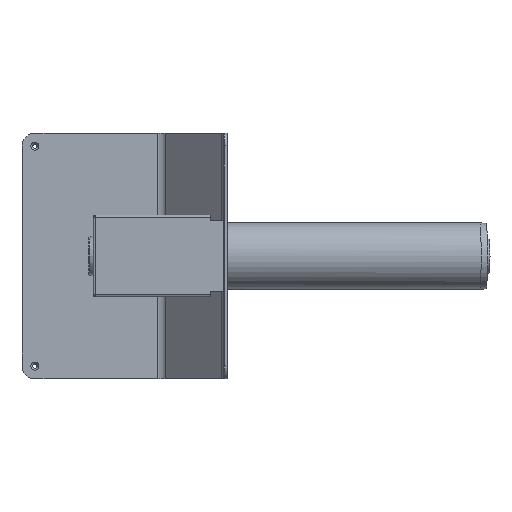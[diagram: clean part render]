
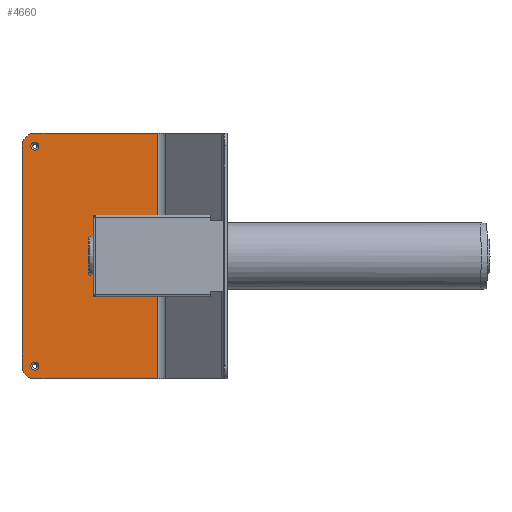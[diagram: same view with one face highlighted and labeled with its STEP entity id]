
A CAD part, top view. The second image highlights one B-rep face of the part: STEP entity #4660.
In plain terms, the highlighted planar face has unit normal (0, 0, 1).
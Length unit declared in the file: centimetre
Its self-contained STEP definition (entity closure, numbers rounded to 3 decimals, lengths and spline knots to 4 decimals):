
#73=FACE_BOUND('',#767,.T.);
#74=FACE_BOUND('',#768,.T.);
#75=FACE_BOUND('',#769,.T.);
#76=FACE_BOUND('',#770,.T.);
#188=CIRCLE('',#4943,2.);
#190=CIRCLE('',#4947,2.);
#192=CIRCLE('',#4951,2.);
#195=CIRCLE('',#4955,3.);
#196=CIRCLE('',#4958,2.);
#198=CIRCLE('',#4962,2.);
#200=CIRCLE('',#4966,2.);
#203=CIRCLE('',#4970,3.);
#222=CIRCLE('',#5004,6.2);
#225=CIRCLE('',#5008,20.);
#226=CIRCLE('',#5009,20.);
#227=CIRCLE('',#5010,6.2);
#487=FACE_OUTER_BOUND('',#766,.T.);
#766=EDGE_LOOP('',(#3381,#3382,#3383,#3384,#3385,#3386,#3387,#3388,#3389,
#3390,#3391,#3392,#3393,#3394,#3395,#3396,#3397,#3398,#3399,#3400));
#767=EDGE_LOOP('',(#3401));
#768=EDGE_LOOP('',(#3402));
#769=EDGE_LOOP('',(#3403));
#770=EDGE_LOOP('',(#3404));
#1036=LINE('',#6928,#1493);
#1052=LINE('',#6976,#1509);
#1064=LINE('',#7009,#1521);
#1066=LINE('',#7015,#1523);
#1072=LINE('',#7033,#1529);
#1076=LINE('',#7045,#1533);
#1082=LINE('',#7063,#1539);
#1084=LINE('',#7072,#1541);
#1088=LINE('',#7084,#1545);
#1111=LINE('',#7169,#1568);
#1114=LINE('',#7181,#1571);
#1115=LINE('',#7185,#1572);
#1493=VECTOR('',#5464,1.);
#1509=VECTOR('',#5506,1.);
#1521=VECTOR('',#5536,1.);
#1523=VECTOR('',#5542,1.);
#1529=VECTOR('',#5558,1.);
#1533=VECTOR('',#5570,1.);
#1539=VECTOR('',#5590,1.);
#1541=VECTOR('',#5600,1.);
#1545=VECTOR('',#5612,1.);
#1568=VECTOR('',#5711,1.);
#1571=VECTOR('',#5724,1.);
#1572=VECTOR('',#5727,1.);
#1963=VERTEX_POINT('',#6925);
#1964=VERTEX_POINT('',#6927);
#1982=VERTEX_POINT('',#6972);
#1983=VERTEX_POINT('',#6974);
#1995=VERTEX_POINT('',#7007);
#1997=VERTEX_POINT('',#7014);
#2000=VERTEX_POINT('',#7023);
#2001=VERTEX_POINT('',#7024);
#2004=VERTEX_POINT('',#7032);
#2006=VERTEX_POINT('',#7038);
#2008=VERTEX_POINT('',#7044);
#2011=VERTEX_POINT('',#7055);
#2013=VERTEX_POINT('',#7061);
#2014=VERTEX_POINT('',#7065);
#2016=VERTEX_POINT('',#7071);
#2018=VERTEX_POINT('',#7077);
#2020=VERTEX_POINT('',#7083);
#2023=VERTEX_POINT('',#7094);
#2044=VERTEX_POINT('',#7168);
#2045=VERTEX_POINT('',#7172);
#2048=VERTEX_POINT('',#7180);
#2049=VERTEX_POINT('',#7182);
#2050=VERTEX_POINT('',#7184);
#2051=VERTEX_POINT('',#7187);
#2415=EDGE_CURVE('',#1963,#1964,#1036,.T.);
#2438=EDGE_CURVE('',#1983,#1982,#1052,.T.);
#2454=EDGE_CURVE('',#1963,#1995,#1064,.T.);
#2457=EDGE_CURVE('',#1982,#1997,#1066,.T.);
#2462=EDGE_CURVE('',#2000,#2001,#188,.T.);
#2466=EDGE_CURVE('',#2004,#2000,#1072,.T.);
#2469=EDGE_CURVE('',#2006,#2004,#190,.T.);
#2472=EDGE_CURVE('',#2008,#2006,#1076,.T.);
#2475=EDGE_CURVE('',#1995,#2008,#192,.T.);
#2479=EDGE_CURVE('',#2011,#2011,#195,.T.);
#2482=EDGE_CURVE('',#2013,#2001,#1082,.T.);
#2483=EDGE_CURVE('',#2014,#2013,#196,.T.);
#2486=EDGE_CURVE('',#2016,#2014,#1084,.T.);
#2489=EDGE_CURVE('',#2018,#2016,#198,.T.);
#2492=EDGE_CURVE('',#2020,#2018,#1088,.T.);
#2495=EDGE_CURVE('',#1997,#2020,#200,.T.);
#2499=EDGE_CURVE('',#2023,#2023,#203,.T.);
#2537=EDGE_CURVE('',#1964,#2044,#1111,.T.);
#2539=EDGE_CURVE('',#2045,#2045,#222,.T.);
#2543=EDGE_CURVE('',#2048,#1983,#1114,.T.);
#2544=EDGE_CURVE('',#2049,#2048,#225,.T.);
#2545=EDGE_CURVE('',#2049,#2050,#1115,.T.);
#2546=EDGE_CURVE('',#2044,#2050,#226,.T.);
#2547=EDGE_CURVE('',#2051,#2051,#227,.T.);
#3381=ORIENTED_EDGE('',*,*,#2543,.F.);
#3382=ORIENTED_EDGE('',*,*,#2544,.F.);
#3383=ORIENTED_EDGE('',*,*,#2545,.T.);
#3384=ORIENTED_EDGE('',*,*,#2546,.F.);
#3385=ORIENTED_EDGE('',*,*,#2537,.F.);
#3386=ORIENTED_EDGE('',*,*,#2415,.F.);
#3387=ORIENTED_EDGE('',*,*,#2454,.T.);
#3388=ORIENTED_EDGE('',*,*,#2475,.T.);
#3389=ORIENTED_EDGE('',*,*,#2472,.T.);
#3390=ORIENTED_EDGE('',*,*,#2469,.T.);
#3391=ORIENTED_EDGE('',*,*,#2466,.T.);
#3392=ORIENTED_EDGE('',*,*,#2462,.T.);
#3393=ORIENTED_EDGE('',*,*,#2482,.F.);
#3394=ORIENTED_EDGE('',*,*,#2483,.F.);
#3395=ORIENTED_EDGE('',*,*,#2486,.F.);
#3396=ORIENTED_EDGE('',*,*,#2489,.F.);
#3397=ORIENTED_EDGE('',*,*,#2492,.F.);
#3398=ORIENTED_EDGE('',*,*,#2495,.F.);
#3399=ORIENTED_EDGE('',*,*,#2457,.F.);
#3400=ORIENTED_EDGE('',*,*,#2438,.F.);
#3401=ORIENTED_EDGE('',*,*,#2479,.T.);
#3402=ORIENTED_EDGE('',*,*,#2499,.F.);
#3403=ORIENTED_EDGE('',*,*,#2547,.F.);
#3404=ORIENTED_EDGE('',*,*,#2539,.F.);
#4469=PLANE('',#5007);
#4660=ADVANCED_FACE('',(#487,#73,#74,#75,#76),#4469,.F.);
#4943=AXIS2_PLACEMENT_3D('',#7025,#5550,#5551);
#4947=AXIS2_PLACEMENT_3D('',#7039,#5563,#5564);
#4951=AXIS2_PLACEMENT_3D('',#7050,#5575,#5576);
#4955=AXIS2_PLACEMENT_3D('',#7057,#5584,#5585);
#4958=AXIS2_PLACEMENT_3D('',#7066,#5593,#5594);
#4962=AXIS2_PLACEMENT_3D('',#7078,#5605,#5606);
#4966=AXIS2_PLACEMENT_3D('',#7089,#5617,#5618);
#4970=AXIS2_PLACEMENT_3D('',#7096,#5626,#5627);
#5004=AXIS2_PLACEMENT_3D('',#7173,#5715,#5716);
#5007=AXIS2_PLACEMENT_3D('',#7179,#5722,#5723);
#5008=AXIS2_PLACEMENT_3D('',#7183,#5725,#5726);
#5009=AXIS2_PLACEMENT_3D('',#7186,#5728,#5729);
#5010=AXIS2_PLACEMENT_3D('',#7188,#5730,#5731);
#5464=DIRECTION('',(0.,-1.,0.));
#5506=DIRECTION('',(0.,-1.,0.));
#5536=DIRECTION('',(-1.,0.,0.));
#5542=DIRECTION('',(-1.,0.,0.));
#5550=DIRECTION('center_axis',(0.,0.,-1.));
#5551=DIRECTION('ref_axis',(-1.,0.,0.));
#5558=DIRECTION('',(-1.,0.,0.));
#5563=DIRECTION('center_axis',(0.,0.,1.));
#5564=DIRECTION('ref_axis',(0.,1.,0.));
#5570=DIRECTION('',(0.,1.,0.));
#5575=DIRECTION('center_axis',(0.,0.,-1.));
#5576=DIRECTION('ref_axis',(-1.,0.,0.));
#5584=DIRECTION('center_axis',(0.,0.,-1.));
#5585=DIRECTION('ref_axis',(1.,0.,0.));
#5590=DIRECTION('',(0.,-1.,0.));
#5593=DIRECTION('center_axis',(0.,0.,1.));
#5594=DIRECTION('ref_axis',(-1.,0.,0.));
#5600=DIRECTION('',(-1.,0.,0.));
#5605=DIRECTION('center_axis',(0.,0.,-1.));
#5606=DIRECTION('ref_axis',(0.,-1.,0.));
#5612=DIRECTION('',(0.,-1.,0.));
#5617=DIRECTION('center_axis',(0.,0.,1.));
#5618=DIRECTION('ref_axis',(-1.,0.,0.));
#5626=DIRECTION('center_axis',(0.,0.,1.));
#5627=DIRECTION('ref_axis',(1.,0.,0.));
#5711=DIRECTION('',(-1.,0.,0.));
#5715=DIRECTION('center_axis',(0.,0.,1.));
#5716=DIRECTION('ref_axis',(0.,1.,0.));
#5722=DIRECTION('center_axis',(0.,0.,-1.));
#5723=DIRECTION('ref_axis',(1.,0.,0.));
#5724=DIRECTION('',(1.,0.,0.));
#5725=DIRECTION('center_axis',(0.,0.,-1.));
#5726=DIRECTION('ref_axis',(-0.707,0.707,0.));
#5727=DIRECTION('',(0.,-1.,0.));
#5728=DIRECTION('center_axis',(0.,0.,-1.));
#5729=DIRECTION('ref_axis',(-0.707,-0.707,0.));
#5730=DIRECTION('center_axis',(0.,0.,1.));
#5731=DIRECTION('ref_axis',(0.,1.,0.));
#6925=CARTESIAN_POINT('',(181.9584,-55.,50.));
#6927=CARTESIAN_POINT('',(181.9584,-190.,50.));
#6928=CARTESIAN_POINT('',(181.9584,142.5,50.));
#6972=CARTESIAN_POINT('',(181.9584,55.,50.));
#6974=CARTESIAN_POINT('',(181.9584,190.,50.));
#6976=CARTESIAN_POINT('',(181.9584,142.5,50.));
#7007=CARTESIAN_POINT('',(99.,-55.,50.));
#7009=CARTESIAN_POINT('',(157.75,-55.,50.));
#7014=CARTESIAN_POINT('',(99.,55.,50.));
#7015=CARTESIAN_POINT('',(157.75,55.,50.));
#7023=CARTESIAN_POINT('',(87.,-38.,50.));
#7024=CARTESIAN_POINT('',(85.,-36.,50.));
#7025=CARTESIAN_POINT('Origin',(87.,-36.,50.));
#7032=CARTESIAN_POINT('',(95.,-38.,50.));
#7033=CARTESIAN_POINT('',(119.75,-38.,50.));
#7038=CARTESIAN_POINT('',(97.,-40.,50.));
#7039=CARTESIAN_POINT('Origin',(95.,-40.,50.));
#7044=CARTESIAN_POINT('',(97.,-53.,50.));
#7045=CARTESIAN_POINT('',(97.,8.5,50.));
#7050=CARTESIAN_POINT('Origin',(99.,-53.,50.));
#7055=CARTESIAN_POINT('',(88.,-45.,50.));
#7057=CARTESIAN_POINT('Origin',(91.,-45.,50.));
#7061=CARTESIAN_POINT('',(85.,36.,50.));
#7063=CARTESIAN_POINT('',(85.,-17.,50.));
#7065=CARTESIAN_POINT('',(87.,38.,50.));
#7066=CARTESIAN_POINT('Origin',(87.,36.,50.));
#7071=CARTESIAN_POINT('',(95.,38.,50.));
#7072=CARTESIAN_POINT('',(119.75,38.,50.));
#7077=CARTESIAN_POINT('',(97.,40.,50.));
#7078=CARTESIAN_POINT('Origin',(95.,40.,50.));
#7083=CARTESIAN_POINT('',(97.,53.,50.));
#7084=CARTESIAN_POINT('',(97.,-8.5,50.));
#7089=CARTESIAN_POINT('Origin',(99.,53.,50.));
#7094=CARTESIAN_POINT('',(88.,45.,50.));
#7096=CARTESIAN_POINT('Origin',(91.,45.,50.));
#7168=CARTESIAN_POINT('',(-8.,-190.,50.));
#7169=CARTESIAN_POINT('',(197.9584,-190.,50.));
#7172=CARTESIAN_POINT('',(-8.,163.8,50.));
#7173=CARTESIAN_POINT('Origin',(-8.,170.,50.));
#7179=CARTESIAN_POINT('Origin',(160.5,-70.,50.));
#7180=CARTESIAN_POINT('',(-8.,190.,50.));
#7181=CARTESIAN_POINT('',(-28.,190.,50.));
#7182=CARTESIAN_POINT('',(-28.,170.,50.));
#7183=CARTESIAN_POINT('Origin',(-8.,170.,50.));
#7184=CARTESIAN_POINT('',(-28.,-170.,50.));
#7185=CARTESIAN_POINT('',(-28.,-140.,50.));
#7186=CARTESIAN_POINT('Origin',(-8.,-170.,50.));
#7187=CARTESIAN_POINT('',(-8.,-176.2,50.));
#7188=CARTESIAN_POINT('Origin',(-8.,-170.,50.));
